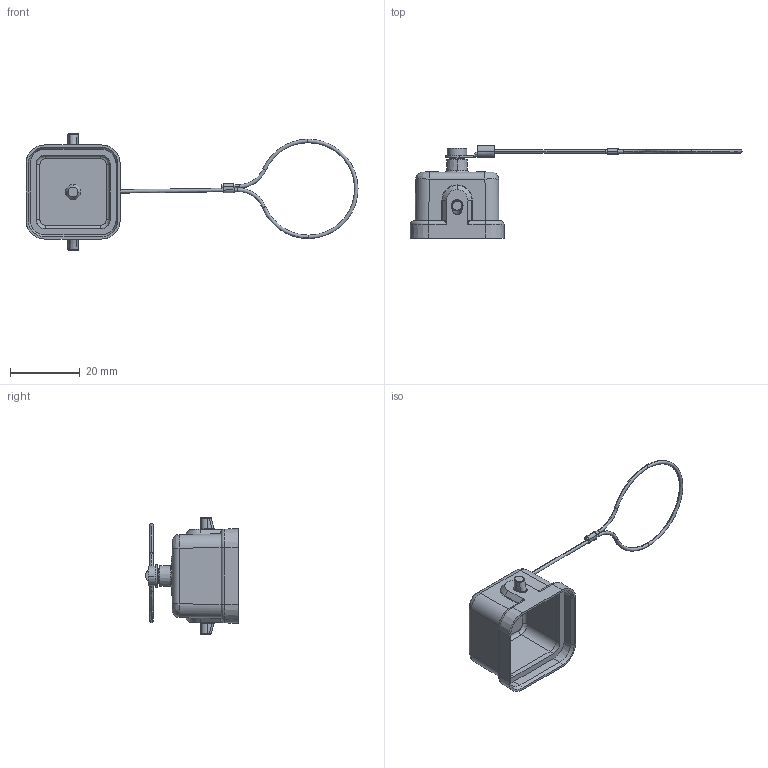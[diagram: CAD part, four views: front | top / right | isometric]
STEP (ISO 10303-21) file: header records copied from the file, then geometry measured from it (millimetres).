
FILE_DESCRIPTION((''),'2;1');
FILE_NAME('H3A-MCV-2B_1M_V1_0','2023-12-14T',('lj.zou'),(''),'PRO/ENGINEER BY PARAMETRIC TECHNOLOGY CORPORATION, 2012480','PRO/ENGINEER BY PARAMETRIC TECHNOLOGY CORPORATION, 2012480','');
FILE_SCHEMA(('CONFIG_CONTROL_DESIGN'));
Length unit declared in the file: millimetre
Products named in the file (1): H3A-MCV-2B_1M_V1_0
Bounding box: 95.2 x 26.65 x 33.5 mm (x, y, z)
Volume: 3512.7 mm3; surface area: 5268.9 mm2
Topology: 1 solids, 2 shells, 273 faces, 675 edges, 425 vertices
Faces by surface type: plane 105, cylinder 80, bspline 48, cone 19, torus 18, sphere 3
Entity records: 10499 total; most frequent: CARTESIAN_POINT 4184, ORIENTED_EDGE 1350, DIRECTION 1232, EDGE_CURVE 675, AXIS2_PLACEMENT_3D 446, VERTEX_POINT 426, VECTOR 340, LINE 340
